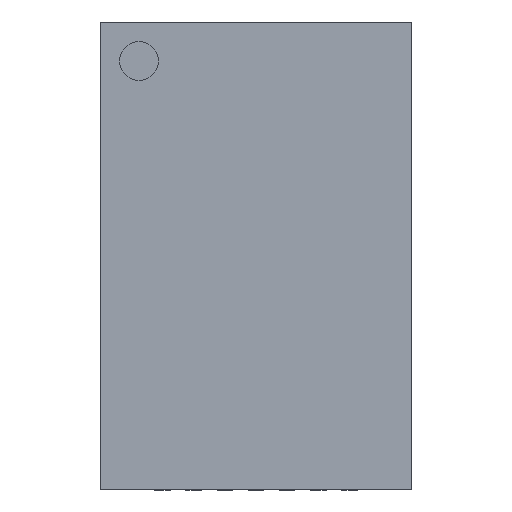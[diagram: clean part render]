
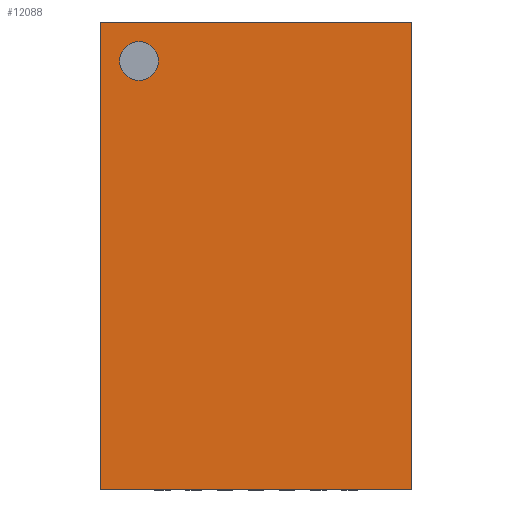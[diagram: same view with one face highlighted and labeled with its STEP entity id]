
A CAD part, top view. The second image highlights one B-rep face of the part: STEP entity #12088.
In plain terms, the highlighted planar face has unit normal (0, 0, 1).
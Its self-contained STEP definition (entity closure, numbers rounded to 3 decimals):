
#6539=CARTESIAN_POINT('',(-1.25,2.5,0.8));
#6540=VERTEX_POINT('',#6539);
#6549=CARTESIAN_POINT('',(-1.75,2.5,0.8));
#6550=VERTEX_POINT('',#6549);
#6551=CARTESIAN_POINT('',(-1.5,2.5,0.8));
#6552=DIRECTION('',(0.0,0.0,-1.0));
#6553=DIRECTION('',(1.0,0.0,0.0));
#6554=AXIS2_PLACEMENT_3D('',#6551,#6552,#6553);
#6555=CIRCLE('',#6554,0.25);
#6556=EDGE_CURVE('',#6550,#6540,#6555,.T.);
#6590=CARTESIAN_POINT('',(-1.5,2.5,0.8));
#6591=DIRECTION('',(0.0,0.0,-1.0));
#6592=DIRECTION('',(1.0,0.0,0.0));
#6593=AXIS2_PLACEMENT_3D('',#6590,#6591,#6592);
#6594=CIRCLE('',#6593,0.25);
#6595=EDGE_CURVE('',#6540,#6550,#6594,.T.);
#11650=CARTESIAN_POINT('',(2.,-3.0,0.8));
#11651=VERTEX_POINT('',#11650);
#11658=CARTESIAN_POINT('',(-2.,-3.0,0.8));
#11659=VERTEX_POINT('',#11658);
#11660=CARTESIAN_POINT('',(-2.,-3.0,0.8));
#11661=DIRECTION('',(1.0,0.0,0.0));
#11662=VECTOR('',#11661,4.0);
#11663=LINE('',#11660,#11662);
#11664=EDGE_CURVE('',#11659,#11651,#11663,.T.);
#11779=CARTESIAN_POINT('',(-2.0,3.0,0.8));
#11780=VERTEX_POINT('',#11779);
#11781=CARTESIAN_POINT('',(-2.,3.0,0.8));
#11782=DIRECTION('',(0.0,-1.0,0.0));
#11783=VECTOR('',#11782,6.0);
#11784=LINE('',#11781,#11783);
#11785=EDGE_CURVE('',#11780,#11659,#11784,.T.);
#11891=CARTESIAN_POINT('',(2.,3.0,0.8));
#11892=VERTEX_POINT('',#11891);
#11893=CARTESIAN_POINT('',(2.,3.0,0.8));
#11894=DIRECTION('',(-1.0,0.0,0.0));
#11895=VECTOR('',#11894,4.0);
#11896=LINE('',#11893,#11895);
#11897=EDGE_CURVE('',#11892,#11780,#11896,.T.);
#12003=CARTESIAN_POINT('',(2.,-3.0,0.8));
#12004=DIRECTION('',(0.0,1.0,0.0));
#12005=VECTOR('',#12004,6.0);
#12006=LINE('',#12003,#12005);
#12007=EDGE_CURVE('',#11651,#11892,#12006,.T.);
#12073=CARTESIAN_POINT('',(0.,0.0,0.8));
#12074=DIRECTION('',(0.0,0.0,1.0));
#12075=DIRECTION('',(0.0,-1.0,0.0));
#12076=AXIS2_PLACEMENT_3D('',#12073,#12074,#12075);
#12077=PLANE('',#12076);
#12078=ORIENTED_EDGE('',*,*,#11664,.T.);
#12079=ORIENTED_EDGE('',*,*,#12007,.T.);
#12080=ORIENTED_EDGE('',*,*,#11897,.T.);
#12081=ORIENTED_EDGE('',*,*,#11785,.T.);
#12082=EDGE_LOOP('',(#12078,#12079,#12080,#12081));
#12083=FACE_OUTER_BOUND('',#12082,.T.);
#12084=ORIENTED_EDGE('',*,*,#6595,.T.);
#12085=ORIENTED_EDGE('',*,*,#6556,.T.);
#12086=EDGE_LOOP('',(#12084,#12085));
#12087=FACE_BOUND('',#12086,.T.);
#12088=ADVANCED_FACE('',(#12083,#12087),#12077,.T.);
